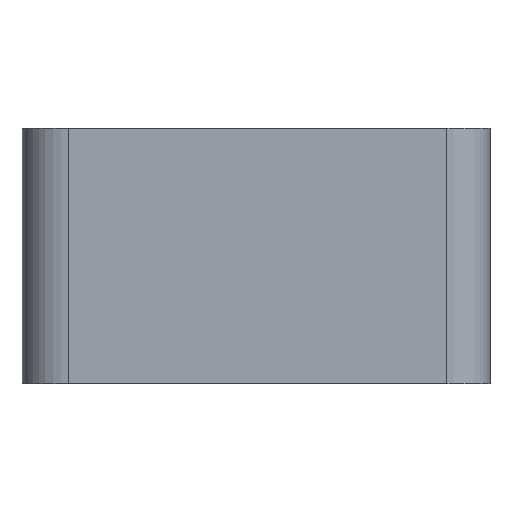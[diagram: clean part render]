
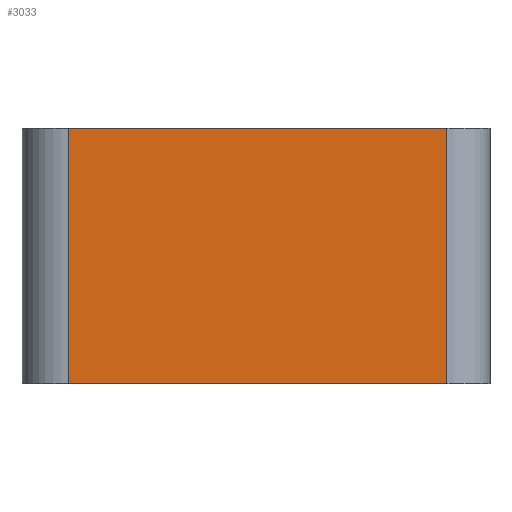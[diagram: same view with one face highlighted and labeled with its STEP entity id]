
A CAD part, front view. The second image highlights one B-rep face of the part: STEP entity #3033.
In plain terms, the highlighted planar face has unit normal (0, -1, 0).
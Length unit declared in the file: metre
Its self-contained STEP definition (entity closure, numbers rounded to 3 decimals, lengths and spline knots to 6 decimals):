
#108=LINE('',#4225,#406);
#230=LINE('',#4835,#528);
#235=LINE('',#4854,#533);
#236=LINE('',#4856,#534);
#406=VECTOR('',#3416,1.);
#528=VECTOR('',#3604,1.);
#533=VECTOR('',#3627,1.);
#534=VECTOR('',#3630,1.);
#1098=ORIENTED_EDGE('',*,*,#1730,.T.);
#1099=ORIENTED_EDGE('',*,*,#1968,.F.);
#1100=ORIENTED_EDGE('',*,*,#1957,.F.);
#1101=ORIENTED_EDGE('',*,*,#1967,.T.);
#1730=EDGE_CURVE('',#2182,#2181,#108,.T.);
#1957=EDGE_CURVE('',#2402,#2403,#230,.T.);
#1967=EDGE_CURVE('',#2402,#2182,#235,.T.);
#1968=EDGE_CURVE('',#2403,#2181,#236,.T.);
#2181=VERTEX_POINT('',#4224);
#2182=VERTEX_POINT('',#4226);
#2402=VERTEX_POINT('',#4834);
#2403=VERTEX_POINT('',#4836);
#2603=EDGE_LOOP('',(#1098,#1099,#1100,#1101));
#2789=FACE_BOUND('',#2603,.T.);
#2939=PLANE('',#3270);
#3033=ADVANCED_FACE('',(#2789),#2939,.F.);
#3270=AXIS2_PLACEMENT_3D('',#4855,#3628,#3629);
#3416=DIRECTION('',(1.,0.,0.));
#3604=DIRECTION('',(1.,0.,0.));
#3627=DIRECTION('',(0.,0.,-1.));
#3628=DIRECTION('',(0.,1.,0.));
#3629=DIRECTION('',(0.,0.,1.));
#3630=DIRECTION('',(0.,0.,-1.));
#4224=CARTESIAN_POINT('',(-0.011394,-0.073409,0.));
#4225=CARTESIAN_POINT('',(-0.033567,-0.073409,0.));
#4226=CARTESIAN_POINT('',(-0.05574,-0.073409,0.));
#4834=CARTESIAN_POINT('',(-0.05574,-0.073409,0.03));
#4835=CARTESIAN_POINT('',(-0.033567,-0.073409,0.03));
#4836=CARTESIAN_POINT('',(-0.011394,-0.073409,0.03));
#4854=CARTESIAN_POINT('',(-0.05574,-0.073409,0.03));
#4855=CARTESIAN_POINT('',(-0.033567,-0.073409,0.03));
#4856=CARTESIAN_POINT('',(-0.011394,-0.073409,0.03));
